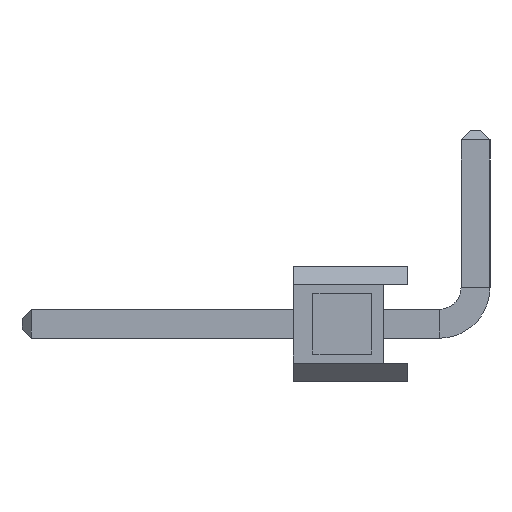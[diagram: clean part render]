
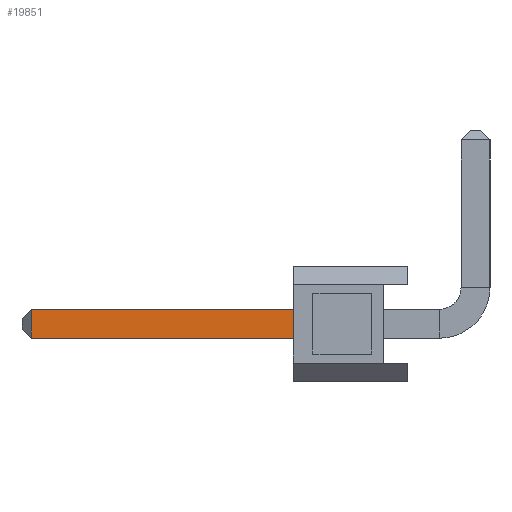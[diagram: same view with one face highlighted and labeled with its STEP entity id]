
A CAD part, left-side view. The second image highlights one B-rep face of the part: STEP entity #19851.
In plain terms, the highlighted planar face has unit normal (-1, 0, 0).
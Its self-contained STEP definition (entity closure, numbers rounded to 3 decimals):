
#162 = AXIS2_PLACEMENT_3D ( 'NONE', #2104, #3733, #16556 ) ;
#395 = PLANE ( 'NONE',  #162 ) ;
#599 = VECTOR ( 'NONE', #5159, 1000. ) ;
#1725 = LINE ( 'NONE', #10545, #17464 ) ;
#1873 = FACE_OUTER_BOUND ( 'NONE', #19373, .T. ) ;
#2104 = CARTESIAN_POINT ( 'NONE',  ( -0.32, -0.7, -0.32 ) ) ;
#2362 = DIRECTION ( 'NONE',  ( 0., 1., 0. ) ) ;
#3263 = EDGE_CURVE ( 'NONE', #12416, #8130, #1725, .T. ) ;
#3376 = VERTEX_POINT ( 'NONE', #11045 ) ;
#3733 = DIRECTION ( 'NONE',  ( -1., 0., 0. ) ) ;
#4449 = DIRECTION ( 'NONE',  ( 0., 0., -1. ) ) ;
#4520 = VERTEX_POINT ( 'NONE', #4599 ) ;
#4526 = CARTESIAN_POINT ( 'NONE',  ( -0.32, 8.34, -0.32 ) ) ;
#4599 = CARTESIAN_POINT ( 'NONE',  ( -0.32, 8.34, 0.32 ) ) ;
#5159 = DIRECTION ( 'NONE',  ( 0., 0., -1. ) ) ;
#6842 = EDGE_CURVE ( 'NONE', #3376, #12416, #10021, .T. ) ;
#8130 = VERTEX_POINT ( 'NONE', #4526 ) ;
#8235 = CARTESIAN_POINT ( 'NONE',  ( -0.32, 2.54, 0. ) ) ;
#8252 = ORIENTED_EDGE ( 'NONE', *, *, #3263, .F. ) ;
#8571 = VECTOR ( 'NONE', #18870, 1000. ) ;
#10021 = LINE ( 'NONE', #8235, #599 ) ;
#10545 = CARTESIAN_POINT ( 'NONE',  ( -0.32, -0.7, -0.32 ) ) ;
#11045 = CARTESIAN_POINT ( 'NONE',  ( -0.32, 2.54, 0.32 ) ) ;
#11518 = CARTESIAN_POINT ( 'NONE',  ( -0.32, 2.54, -0.32 ) ) ;
#12416 = VERTEX_POINT ( 'NONE', #11518 ) ;
#13013 = VECTOR ( 'NONE', #4449, 1000. ) ;
#14993 = EDGE_CURVE ( 'NONE', #3376, #4520, #16934, .T. ) ;
#15797 = ORIENTED_EDGE ( 'NONE', *, *, #14993, .T. ) ;
#15846 = CARTESIAN_POINT ( 'NONE',  ( -0.32, 8.34, -0.32 ) ) ;
#16429 = EDGE_CURVE ( 'NONE', #4520, #8130, #19328, .T. ) ;
#16556 = DIRECTION ( 'NONE',  ( 0., 0., 1. ) ) ;
#16934 = LINE ( 'NONE', #18932, #8571 ) ;
#17464 = VECTOR ( 'NONE', #2362, 1000. ) ;
#18191 = ORIENTED_EDGE ( 'NONE', *, *, #16429, .T. ) ;
#18870 = DIRECTION ( 'NONE',  ( 0., 1., 0. ) ) ;
#18932 = CARTESIAN_POINT ( 'NONE',  ( -0.32, -0.7, 0.32 ) ) ;
#19328 = LINE ( 'NONE', #15846, #13013 ) ;
#19373 = EDGE_LOOP ( 'NONE', ( #15797, #18191, #8252, #20773 ) ) ;
#19851 = ADVANCED_FACE ( 'NONE', ( #1873 ), #395, .T. ) ;
#20773 = ORIENTED_EDGE ( 'NONE', *, *, #6842, .F. ) ;
